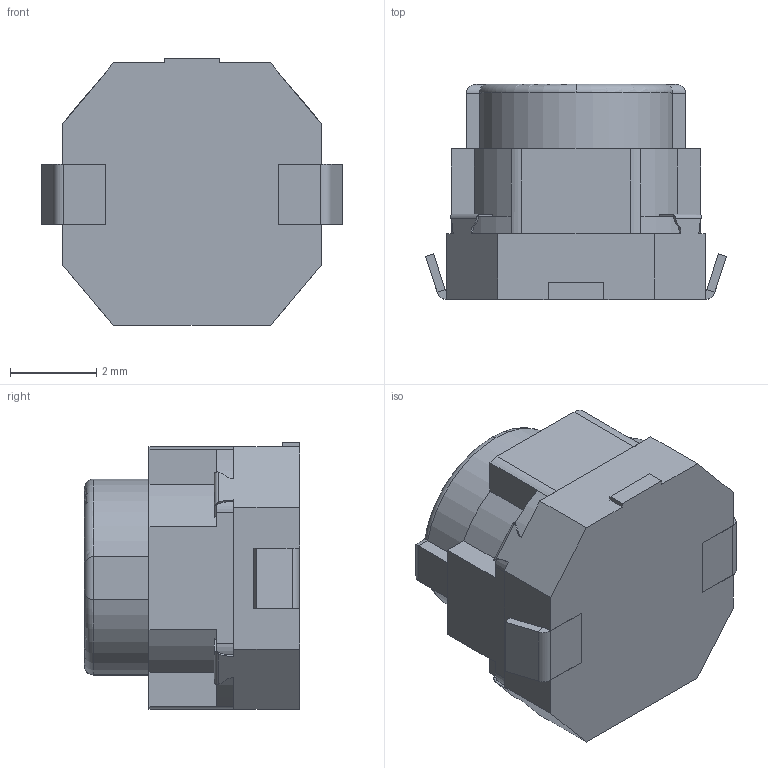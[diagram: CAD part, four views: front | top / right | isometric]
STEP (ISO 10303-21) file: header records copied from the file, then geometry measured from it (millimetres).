
FILE_DESCRIPTION (( 'STEP AP214' ), '1' );
FILE_NAME ('EVP-ASAC1A.STEP', '2018-09-21T23:33:11', ( '' ), ( '' ), 'SwSTEP 2.0', 'SolidWorks 2017', '' );
FILE_SCHEMA (( 'AUTOMOTIVE_DESIGN' ));
Length unit declared in the file: millimetre
Products named in the file (1): EVP-ASAC1A
Bounding box: 7 x 5 x 6.2 mm (x, y, z)
Volume: 131.1 mm3; surface area: 314.7 mm2
Topology: 5 solids, 5 shells, 160 faces, 419 edges, 270 vertices
Faces by surface type: plane 99, cylinder 45, torus 8, bspline 8
Entity records: 5219 total; most frequent: CARTESIAN_POINT 1262, ORIENTED_EDGE 838, DIRECTION 759, EDGE_CURVE 419, LINE 289, VECTOR 289, VERTEX_POINT 270, AXIS2_PLACEMENT_3D 235
